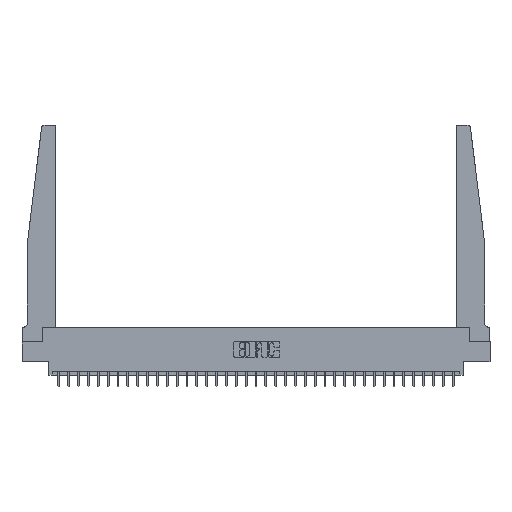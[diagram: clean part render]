
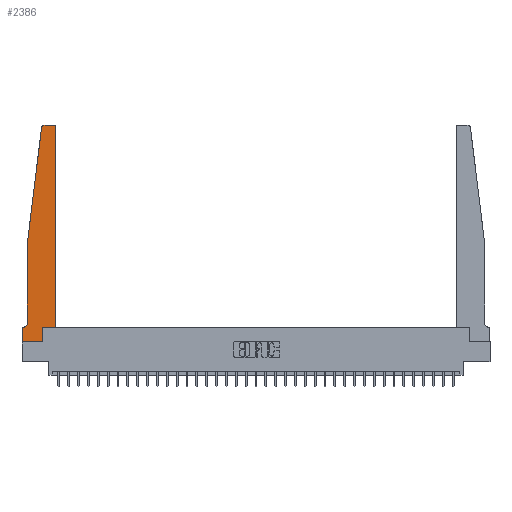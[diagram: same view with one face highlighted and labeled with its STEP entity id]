
A CAD part, top view. The second image highlights one B-rep face of the part: STEP entity #2386.
In plain terms, the highlighted planar face has unit normal (0, 0, 1).
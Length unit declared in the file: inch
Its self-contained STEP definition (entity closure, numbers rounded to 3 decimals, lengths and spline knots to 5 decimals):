
#870 = DIRECTION ( 'NONE',  ( 0., 1., 0. ) ) ;
#1095 = DIRECTION ( 'NONE',  ( 1., 0., 0. ) ) ;
#1110 = ORIENTED_EDGE ( 'NONE', *, *, #18811, .T. ) ;
#1335 = AXIS2_PLACEMENT_3D ( 'NONE', #17019, #2226, #19488 ) ;
#1453 = VECTOR ( 'NONE', #31580, 39.37008 ) ;
#1500 = ORIENTED_EDGE ( 'NONE', *, *, #6761, .T. ) ;
#2226 = DIRECTION ( 'NONE',  ( 0., 0., 1. ) ) ;
#2386 = ADVANCED_FACE ( 'NONE', ( #24922 ), #8903, .T. ) ;
#2830 = VERTEX_POINT ( 'NONE', #17918 ) ;
#2873 = CARTESIAN_POINT ( 'NONE',  ( 0.425, 0.18, 0.37 ) ) ;
#3114 = VERTEX_POINT ( 'NONE', #26201 ) ;
#4055 = DIRECTION ( 'NONE',  ( 0., -1., 0. ) ) ;
#4109 = EDGE_CURVE ( 'NONE', #18512, #16792, #28612, .T. ) ;
#4112 = DIRECTION ( 'NONE',  ( -1., 0., 0. ) ) ;
#5852 = VECTOR ( 'NONE', #27546, 39.37008 ) ;
#6034 = CARTESIAN_POINT ( 'NONE',  ( 0.065, 1.25, 0.37 ) ) ;
#6235 = AXIS2_PLACEMENT_3D ( 'NONE', #10592, #27691, #13052 ) ;
#6518 = LINE ( 'NONE', #26786, #1453 ) ;
#6654 = LINE ( 'NONE', #12797, #5852 ) ;
#6684 = EDGE_LOOP ( 'NONE', ( #20251, #7542, #17773, #17346, #13741, #15515, #13026, #13411, #10622, #9905, #1500, #1110 ) ) ;
#6761 = EDGE_CURVE ( 'NONE', #16792, #24435, #30036, .T. ) ;
#6859 = LINE ( 'NONE', #16346, #12610 ) ;
#7149 = CARTESIAN_POINT ( 'NONE',  ( 0.24675, 2.72367, 0.37 ) ) ;
#7542 = ORIENTED_EDGE ( 'NONE', *, *, #21954, .T. ) ;
#8458 = VERTEX_POINT ( 'NONE', #26368 ) ;
#8592 = EDGE_CURVE ( 'NONE', #22968, #25289, #6518, .T. ) ;
#8903 = PLANE ( 'NONE',  #14905 ) ;
#9864 = VECTOR ( 'NONE', #20129, 39.37008 ) ;
#9905 = ORIENTED_EDGE ( 'NONE', *, *, #4109, .T. ) ;
#10521 = VECTOR ( 'NONE', #22179, 39.37008 ) ;
#10592 = CARTESIAN_POINT ( 'NONE',  ( 0.015, 0.2375, 0.37 ) ) ;
#10622 = ORIENTED_EDGE ( 'NONE', *, *, #14077, .T. ) ;
#10836 = DIRECTION ( 'NONE',  ( 0., 1., 0. ) ) ;
#11160 = VECTOR ( 'NONE', #29303, 39.37008 ) ;
#11264 = CARTESIAN_POINT ( 'NONE',  ( 0.2605, 0., 0.37 ) ) ;
#11271 = CARTESIAN_POINT ( 'NONE',  ( 0., 0.1875, 0.37 ) ) ;
#11381 = DIRECTION ( 'NONE',  ( 1., 0., 0. ) ) ;
#12610 = VECTOR ( 'NONE', #4055, 39.37008 ) ;
#12680 = VERTEX_POINT ( 'NONE', #11264 ) ;
#12797 = CARTESIAN_POINT ( 'NONE',  ( 0.065, 1.25, 0.37 ) ) ;
#13026 = ORIENTED_EDGE ( 'NONE', *, *, #8592, .T. ) ;
#13052 = DIRECTION ( 'NONE',  ( -1., 0., 0. ) ) ;
#13195 = CARTESIAN_POINT ( 'NONE',  ( 0.2605, 0.18, 0.37 ) ) ;
#13370 = EDGE_CURVE ( 'NONE', #26018, #16525, #6654, .T. ) ;
#13411 = ORIENTED_EDGE ( 'NONE', *, *, #14460, .T. ) ;
#13741 = ORIENTED_EDGE ( 'NONE', *, *, #25765, .T. ) ;
#14077 = EDGE_CURVE ( 'NONE', #12680, #18512, #21927, .T. ) ;
#14460 = EDGE_CURVE ( 'NONE', #25289, #12680, #17700, .T. ) ;
#14905 = AXIS2_PLACEMENT_3D ( 'NONE', #11271, #26030, #11381 ) ;
#15254 = VERTEX_POINT ( 'NONE', #18000 ) ;
#15515 = ORIENTED_EDGE ( 'NONE', *, *, #22648, .T. ) ;
#15655 = CARTESIAN_POINT ( 'NONE',  ( 0.425, 0.18, 0.37 ) ) ;
#15874 = DIRECTION ( 'NONE',  ( 0., 0., 1. ) ) ;
#16346 = CARTESIAN_POINT ( 'NONE',  ( 0.065, 1.25, 0.37 ) ) ;
#16525 = VERTEX_POINT ( 'NONE', #6034 ) ;
#16691 = CIRCLE ( 'NONE', #1335, 0.03 ) ;
#16792 = VERTEX_POINT ( 'NONE', #24270 ) ;
#17019 = CARTESIAN_POINT ( 'NONE',  ( 0.395, 2.72, 0.37 ) ) ;
#17346 = ORIENTED_EDGE ( 'NONE', *, *, #30020, .T. ) ;
#17700 = LINE ( 'NONE', #21975, #11160 ) ;
#17773 = ORIENTED_EDGE ( 'NONE', *, *, #13370, .T. ) ;
#17848 = VECTOR ( 'NONE', #870, 39.37008 ) ;
#17918 = CARTESIAN_POINT ( 'NONE',  ( 0.395, 2.75, 0.37 ) ) ;
#18000 = CARTESIAN_POINT ( 'NONE',  ( 0.065, 0.2375, 0.37 ) ) ;
#18512 = VERTEX_POINT ( 'NONE', #20869 ) ;
#18811 = EDGE_CURVE ( 'NONE', #24435, #2830, #16691, .T. ) ;
#19488 = DIRECTION ( 'NONE',  ( 1., 0., 0. ) ) ;
#19584 = AXIS2_PLACEMENT_3D ( 'NONE', #30512, #15874, #1095 ) ;
#19746 = CARTESIAN_POINT ( 'NONE',  ( 0.25, 2.75, 0.37 ) ) ;
#19939 = CARTESIAN_POINT ( 'NONE',  ( 0., 0.1875, 0.37 ) ) ;
#20129 = DIRECTION ( 'NONE',  ( 1., 0., 0. ) ) ;
#20251 = ORIENTED_EDGE ( 'NONE', *, *, #20460, .T. ) ;
#20366 = CARTESIAN_POINT ( 'NONE',  ( 0.425, 2.72, 0.37 ) ) ;
#20460 = EDGE_CURVE ( 'NONE', #2830, #3114, #30041, .T. ) ;
#20869 = CARTESIAN_POINT ( 'NONE',  ( 0.2605, 0.18, 0.37 ) ) ;
#21927 = LINE ( 'NONE', #13195, #27605 ) ;
#21954 = EDGE_CURVE ( 'NONE', #3114, #26018, #29173, .T. ) ;
#21975 = CARTESIAN_POINT ( 'NONE',  ( 0., 0., 0.37 ) ) ;
#22179 = DIRECTION ( 'NONE',  ( -1., 0., 0. ) ) ;
#22648 = EDGE_CURVE ( 'NONE', #8458, #22968, #23053, .T. ) ;
#22968 = VERTEX_POINT ( 'NONE', #19939 ) ;
#23053 = LINE ( 'NONE', #28545, #28749 ) ;
#24270 = CARTESIAN_POINT ( 'NONE',  ( 0.425, 0.18, 0.37 ) ) ;
#24435 = VERTEX_POINT ( 'NONE', #20366 ) ;
#24922 = FACE_OUTER_BOUND ( 'NONE', #6684, .T. ) ;
#25130 = CIRCLE ( 'NONE', #6235, 0.05 ) ;
#25289 = VERTEX_POINT ( 'NONE', #30827 ) ;
#25765 = EDGE_CURVE ( 'NONE', #15254, #8458, #25130, .T. ) ;
#26018 = VERTEX_POINT ( 'NONE', #7149 ) ;
#26030 = DIRECTION ( 'NONE',  ( 0., 0., 1. ) ) ;
#26201 = CARTESIAN_POINT ( 'NONE',  ( 0.27653, 2.75, 0.37 ) ) ;
#26368 = CARTESIAN_POINT ( 'NONE',  ( 0.015, 0.1875, 0.37 ) ) ;
#26786 = CARTESIAN_POINT ( 'NONE',  ( 0., 0., 0.37 ) ) ;
#27546 = DIRECTION ( 'NONE',  ( -0.122, -0.992, 0. ) ) ;
#27605 = VECTOR ( 'NONE', #10836, 39.37008 ) ;
#27691 = DIRECTION ( 'NONE',  ( 0., 0., -1. ) ) ;
#28545 = CARTESIAN_POINT ( 'NONE',  ( 0.065, 0.1875, 0.37 ) ) ;
#28612 = LINE ( 'NONE', #2873, #9864 ) ;
#28749 = VECTOR ( 'NONE', #4112, 39.37008 ) ;
#29173 = CIRCLE ( 'NONE', #19584, 0.03 ) ;
#29303 = DIRECTION ( 'NONE',  ( 1., 0., 0. ) ) ;
#30020 = EDGE_CURVE ( 'NONE', #16525, #15254, #6859, .T. ) ;
#30036 = LINE ( 'NONE', #15655, #17848 ) ;
#30041 = LINE ( 'NONE', #19746, #10521 ) ;
#30512 = CARTESIAN_POINT ( 'NONE',  ( 0.27653, 2.72, 0.37 ) ) ;
#30827 = CARTESIAN_POINT ( 'NONE',  ( 0., 0., 0.37 ) ) ;
#31580 = DIRECTION ( 'NONE',  ( 0., -1., 0. ) ) ;
